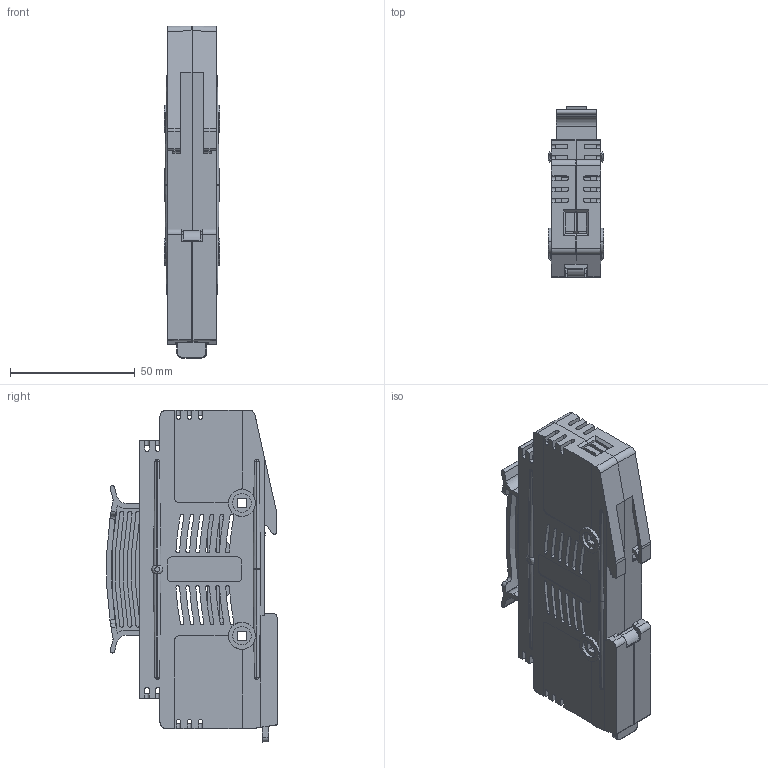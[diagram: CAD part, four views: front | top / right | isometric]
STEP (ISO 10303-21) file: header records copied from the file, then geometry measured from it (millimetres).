
FILE_DESCRIPTION((''),'2;1');
FILE_NAME('CH10_14XX6585_ASM','2022-01-03T08:09:02',('marketing.praksa'),('Audax d.o.o.'),'CREO PARAMETRIC BY PTC INC, 2021304','CREO PARAMETRIC BY PTC INC, 2021304','');
FILE_SCHEMA(('AP242_MANAGED_MODEL_BASED_3D_ENGINEERING_MIM_LF { 1 0 10303 442 1 1 4 }'));
Products named in the file (8): 120_1_1; ADMI099C26CAI9YG_1_1_2_1; 1201_3_1_ASM_1_ASM_1_ASM; 1202_1_AF0_1; ADMI099C26CAI9YG_2_AF0_2_1; 64_SCREW; PRT9562; CH10_14XX6585_ASM
Assembly tree (8 placements, depth 3):
  CH10_14XX6585_ASM
    120_1_1
    1201_3_1_ASM_1_ASM_1_ASM
      ADMI099C26CAI9YG_1_1_2_1
    1202_1_AF0_1
    ADMI099C26CAI9YG_2_AF0_2_1
    64_SCREW  x2
    PRT9562
Bounding box: 22.33 x 68.45 x 133.32 mm (x, y, z)
Volume: 44894.4 mm3; surface area: 61244.2 mm2
Topology: 9 solids, 9 shells, 2045 faces, 6150 edges, 4099 vertices
Faces by surface type: plane 1503, cylinder 454, cone 30, torus 22, sphere 20, bspline 16
Entity records: 101127 total; most frequent: CARTESIAN_POINT 13898, ORIENTED_EDGE 11992, DIRECTION 10779, PRESENTATION_STYLE_ASSIGNMENT 8001, STYLED_ITEM 8001, CURVE_STYLE 5996, EDGE_CURVE 5996, VECTOR 4617
